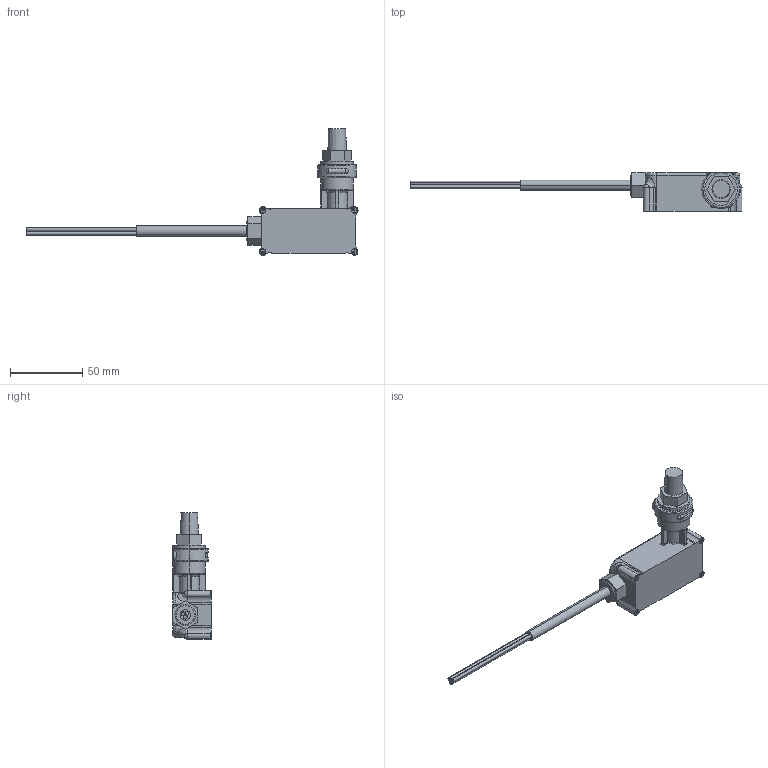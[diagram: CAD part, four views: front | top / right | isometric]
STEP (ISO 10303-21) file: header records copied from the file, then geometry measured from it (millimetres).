
FILE_DESCRIPTION (( 'STEP AP203' ), '1' );
FILE_NAME ('31640.STEP', '2021-03-15T17:33:01', ( '' ), ( '' ), 'SwSTEP 2.0', 'SolidWorks 2020', '' );
FILE_SCHEMA (( 'CONFIG_CONTROL_DESIGN' ));
Length unit declared in the file: inch
Products named in the file (1): 31640
Bounding box: 229.33 x 26.49 x 87.5 mm (x, y, z)
Volume: 75087.9 mm3; surface area: 17529.9 mm2
Topology: 1 solids, 1 shells, 259 faces, 630 edges, 388 vertices
Faces by surface type: plane 101, cylinder 81, torus 35, cone 22, bspline 14, sphere 6
Entity records: 10219 total; most frequent: CARTESIAN_POINT 4175, DIRECTION 1252, ORIENTED_EDGE 1248, EDGE_CURVE 624, AXIS2_PLACEMENT_3D 493, VERTEX_POINT 386, EDGE_LOOP 280, LINE 266
